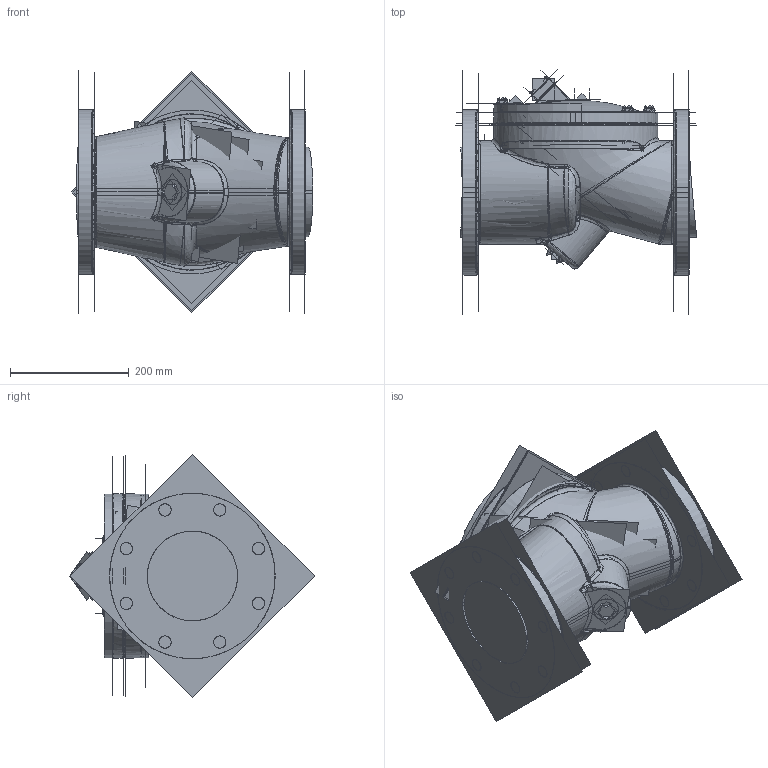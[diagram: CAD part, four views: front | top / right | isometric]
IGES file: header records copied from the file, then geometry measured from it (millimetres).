
Start section:  PTC IGES file: class_150-flex_check-6inch_asm.igs
Global section: file name: class_150-flex_check-6inch_asm.igs; native system: Creo Parametric by Parametric Technology Corporation; preprocessor: 2013050; author: HAPPY; organization: Unknown; date: 20170710.090221; units: inch
Bounding box: 407.55 x 412.29 x 411.02 mm (x, y, z)
Volume: 6668873 mm3; surface area: 5331389.3 mm2
Topology: 21 solids, 23 shells, 1692 faces, 8163 edges, 10050 vertices
Faces by surface type: revolution 856, bspline 836
